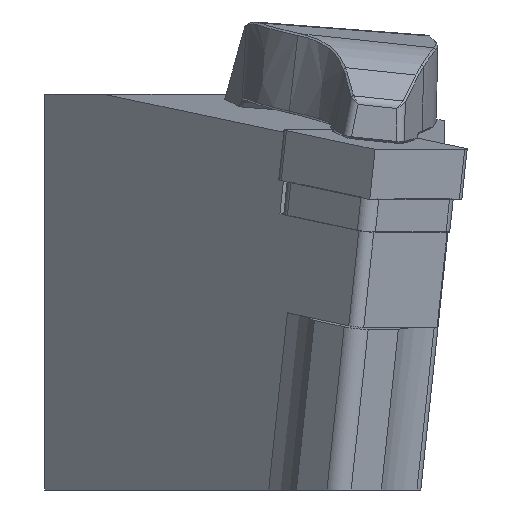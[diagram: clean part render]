
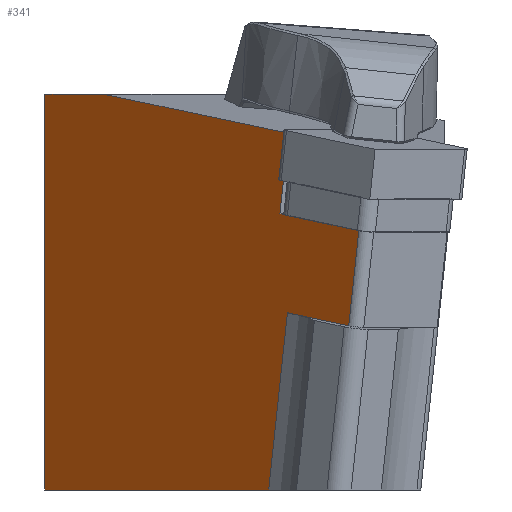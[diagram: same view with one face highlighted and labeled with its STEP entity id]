
A CAD part, left-side view. The second image highlights one B-rep face of the part: STEP entity #341.
In plain terms, the highlighted planar face has unit normal (-0.707, 0.707, 0).
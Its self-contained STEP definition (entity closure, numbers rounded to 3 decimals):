
#341=ADVANCED_FACE('',(#539),#472,.T.);
#472=PLANE('',#2359);
#539=FACE_OUTER_BOUND('',#669,.T.);
#669=EDGE_LOOP('',(#852,#853,#854,#855,#856,#857,#858,#859,#860,#861));
#852=ORIENTED_EDGE('',*,*,#1680,.T.);
#853=ORIENTED_EDGE('',*,*,#1712,.T.);
#854=ORIENTED_EDGE('',*,*,#1713,.F.);
#855=ORIENTED_EDGE('',*,*,#1714,.F.);
#856=ORIENTED_EDGE('',*,*,#1715,.T.);
#857=ORIENTED_EDGE('',*,*,#1716,.T.);
#858=ORIENTED_EDGE('',*,*,#1717,.T.);
#859=ORIENTED_EDGE('',*,*,#1718,.T.);
#860=ORIENTED_EDGE('',*,*,#1673,.T.);
#861=ORIENTED_EDGE('',*,*,#1666,.F.);
#1458=VERTEX_POINT('',#3052);
#1459=VERTEX_POINT('',#3054);
#1463=VERTEX_POINT('',#3066);
#1470=VERTEX_POINT('',#3081);
#1497=VERTEX_POINT('',#3172);
#1498=VERTEX_POINT('',#3174);
#1499=VERTEX_POINT('',#3176);
#1500=VERTEX_POINT('',#3178);
#1501=VERTEX_POINT('',#3180);
#1502=VERTEX_POINT('',#3182);
#1666=EDGE_CURVE('',#1458,#1459,#1996,.T.);
#1673=EDGE_CURVE('',#1463,#1459,#2001,.T.);
#1680=EDGE_CURVE('',#1458,#1470,#2008,.T.);
#1712=EDGE_CURVE('',#1470,#1497,#2035,.T.);
#1713=EDGE_CURVE('',#1498,#1497,#2036,.T.);
#1714=EDGE_CURVE('',#1499,#1498,#2037,.T.);
#1715=EDGE_CURVE('',#1499,#1500,#2038,.T.);
#1716=EDGE_CURVE('',#1500,#1501,#2039,.T.);
#1717=EDGE_CURVE('',#1501,#1502,#2040,.T.);
#1718=EDGE_CURVE('',#1502,#1463,#2041,.T.);
#1996=LINE('',#3053,#2172);
#2001=LINE('',#3067,#2177);
#2008=LINE('',#3082,#2184);
#2035=LINE('',#3171,#2211);
#2036=LINE('',#3173,#2212);
#2037=LINE('',#3175,#2213);
#2038=LINE('',#3177,#2214);
#2039=LINE('',#3179,#2215);
#2040=LINE('',#3181,#2216);
#2041=LINE('',#3183,#2217);
#2172=VECTOR('',#2525,1.);
#2177=VECTOR('',#2538,1.);
#2184=VECTOR('',#2547,1.);
#2211=VECTOR('',#2588,1.);
#2212=VECTOR('',#2589,1.);
#2213=VECTOR('',#2590,1.);
#2214=VECTOR('',#2591,1.);
#2215=VECTOR('',#2592,1.);
#2216=VECTOR('',#2593,1.);
#2217=VECTOR('',#2594,1.);
#2359=AXIS2_PLACEMENT_3D('',#3184,#2595,#2596);
#2525=DIRECTION('',(0.105,0.105,-0.989));
#2538=DIRECTION('',(0.699,0.699,0.148));
#2547=DIRECTION('',(0.699,0.699,0.148));
#2588=DIRECTION('',(0.707,0.707,0.));
#2589=DIRECTION('',(0.,0.,1.));
#2590=DIRECTION('',(0.707,0.707,0.));
#2591=DIRECTION('',(-0.105,-0.105,0.989));
#2592=DIRECTION('',(-0.699,-0.699,-0.148));
#2593=DIRECTION('',(-0.105,-0.105,0.989));
#2594=DIRECTION('',(0.699,0.699,0.148));
#2595=DIRECTION('',(-0.707,0.707,0.));
#2596=DIRECTION('',(-0.707,-0.707,0.));
#3052=CARTESIAN_POINT('',(9.058,-22.881,1.514));
#3053=CARTESIAN_POINT('',(10.803,-21.136,-15.003));
#3054=CARTESIAN_POINT('',(9.856,-22.083,-6.042));
#3066=CARTESIAN_POINT('',(9.481,-22.458,-6.121));
#3067=CARTESIAN_POINT('',(2.304,-29.636,-7.638));
#3081=CARTESIAN_POINT('',(26.498,-5.441,5.2));
#3082=CARTESIAN_POINT('',(-48.008,-79.947,-10.547));
#3171=CARTESIAN_POINT('',(202.749,170.81,5.2));
#3172=CARTESIAN_POINT('',(31.939,0.,5.2));
#3173=CARTESIAN_POINT('',(31.939,0.,25.566));
#3174=CARTESIAN_POINT('',(31.939,0.,-32.));
#3175=CARTESIAN_POINT('',(189.903,157.964,-32.));
#3176=CARTESIAN_POINT('',(10.911,-21.028,-32.));
#3177=CARTESIAN_POINT('',(3.926,-28.014,34.099));
#3178=CARTESIAN_POINT('',(9.152,-22.788,-15.352));
#3179=CARTESIAN_POINT('',(30.21,-1.729,-10.901));
#3180=CARTESIAN_POINT('',(3.39,-28.549,-16.569));
#3181=CARTESIAN_POINT('',(3.39,-28.549,-16.569));
#3182=CARTESIAN_POINT('',(2.443,-29.496,-7.609));
#3183=CARTESIAN_POINT('',(2.304,-29.636,-7.638));
#3184=CARTESIAN_POINT('',(202.749,170.81,25.566));
